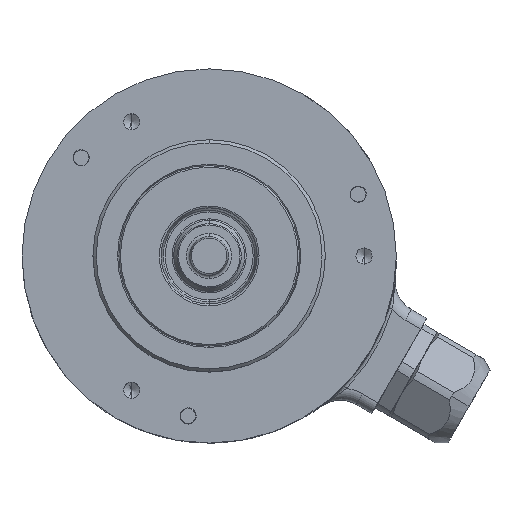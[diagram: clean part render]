
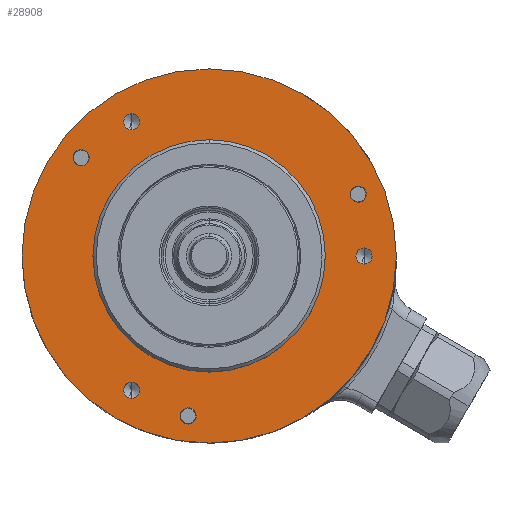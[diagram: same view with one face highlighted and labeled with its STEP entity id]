
A CAD part, top view. The second image highlights one B-rep face of the part: STEP entity #28908.
In plain terms, the highlighted planar face has unit normal (0, 0, 1).
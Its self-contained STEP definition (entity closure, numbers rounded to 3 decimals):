
#4014=CARTESIAN_POINT('',(0.,0.,17.));
#4015=DIRECTION('',(0.,0.,1.));
#4016=DIRECTION('',(1.,0.,0.));
#4017=AXIS2_PLACEMENT_3D('',#4014,#4015,#4016);
#4019=CARTESIAN_POINT('',(0.,0.,17.));
#4020=DIRECTION('',(0.,0.,1.));
#4021=DIRECTION('',(-1.,0.,0.));
#4022=AXIS2_PLACEMENT_3D('',#4019,#4020,#4021);
#4024=CARTESIAN_POINT('',(-19.834,15.219,17.));
#4025=DIRECTION('',(0.,0.,-1.));
#4026=DIRECTION('',(-0.793,0.609,0.));
#4027=AXIS2_PLACEMENT_3D('',#4024,#4025,#4026);
#4029=CARTESIAN_POINT('',(-19.834,15.219,17.));
#4030=DIRECTION('',(0.,0.,-1.));
#4031=DIRECTION('',(0.793,-0.609,0.));
#4032=AXIS2_PLACEMENT_3D('',#4029,#4030,#4031);
#4034=CARTESIAN_POINT('',(-3.263,-24.786,17.));
#4035=DIRECTION('',(0.,0.,-1.));
#4036=DIRECTION('',(-0.131,-0.991,0.));
#4037=AXIS2_PLACEMENT_3D('',#4034,#4035,#4036);
#4039=CARTESIAN_POINT('',(-3.263,-24.786,17.));
#4040=DIRECTION('',(0.,0.,-1.));
#4041=DIRECTION('',(0.131,0.991,0.));
#4042=AXIS2_PLACEMENT_3D('',#4039,#4040,#4041);
#4044=CARTESIAN_POINT('',(23.097,9.567,17.));
#4045=DIRECTION('',(0.,0.,-1.));
#4046=DIRECTION('',(0.924,0.383,0.));
#4047=AXIS2_PLACEMENT_3D('',#4044,#4045,#4046);
#4049=CARTESIAN_POINT('',(23.097,9.567,17.));
#4050=DIRECTION('',(0.,0.,-1.));
#4051=DIRECTION('',(-0.924,-0.383,0.));
#4052=AXIS2_PLACEMENT_3D('',#4049,#4050,#4051);
#4054=CARTESIAN_POINT('',(-12.,-20.785,17.));
#4055=DIRECTION('',(0.,0.,1.));
#4056=DIRECTION('',(0.,-1.,0.));
#4057=AXIS2_PLACEMENT_3D('',#4054,#4055,#4056);
#4059=CARTESIAN_POINT('',(-12.,-20.785,17.));
#4060=DIRECTION('',(0.,0.,1.));
#4061=DIRECTION('',(0.,1.,0.));
#4062=AXIS2_PLACEMENT_3D('',#4059,#4060,#4061);
#4064=CARTESIAN_POINT('',(-12.,20.785,17.));
#4065=DIRECTION('',(0.,0.,1.));
#4066=DIRECTION('',(0.,-1.,0.));
#4067=AXIS2_PLACEMENT_3D('',#4064,#4065,#4066);
#4069=CARTESIAN_POINT('',(-12.,20.785,17.));
#4070=DIRECTION('',(0.,0.,1.));
#4071=DIRECTION('',(0.,1.,0.));
#4072=AXIS2_PLACEMENT_3D('',#4069,#4070,#4071);
#4074=CARTESIAN_POINT('',(24.,0.,17.));
#4075=DIRECTION('',(0.,0.,1.));
#4076=DIRECTION('',(0.,-1.,0.));
#4077=AXIS2_PLACEMENT_3D('',#4074,#4075,#4076);
#4079=CARTESIAN_POINT('',(24.,0.,17.));
#4080=DIRECTION('',(0.,0.,1.));
#4081=DIRECTION('',(0.,1.,0.));
#4082=AXIS2_PLACEMENT_3D('',#4079,#4080,#4081);
#4088=CARTESIAN_POINT('',(0.,0.,17.));
#4089=DIRECTION('',(0.,0.,1.));
#4090=DIRECTION('',(0.,1.,0.));
#4091=AXIS2_PLACEMENT_3D('',#4088,#4089,#4090);
#4125=CARTESIAN_POINT('',(0.,0.,17.));
#4126=DIRECTION('',(0.,0.,-1.));
#4127=DIRECTION('',(0.,1.,0.));
#4128=AXIS2_PLACEMENT_3D('',#4125,#4126,#4127);
#24304=CARTESIAN_POINT('',(0.,18.,17.));
#24305=CARTESIAN_POINT('',(0.,-18.,17.));
#24306=VERTEX_POINT('',#24304);
#24307=VERTEX_POINT('',#24305);
#24308=CARTESIAN_POINT('',(29.,0.,17.));
#24309=CARTESIAN_POINT('',(-29.,0.,17.));
#24310=VERTEX_POINT('',#24308);
#24311=VERTEX_POINT('',#24309);
#24312=CARTESIAN_POINT('',(-20.826,15.98,17.));
#24313=CARTESIAN_POINT('',(-18.842,14.458,17.));
#24314=VERTEX_POINT('',#24312);
#24315=VERTEX_POINT('',#24313);
#24316=CARTESIAN_POINT('',(-3.426,-26.025,17.));
#24317=CARTESIAN_POINT('',(-3.1,-23.547,17.));
#24318=VERTEX_POINT('',#24316);
#24319=VERTEX_POINT('',#24317);
#24320=CARTESIAN_POINT('',(24.252,10.045,17.));
#24321=CARTESIAN_POINT('',(21.942,9.089,17.));
#24322=VERTEX_POINT('',#24320);
#24323=VERTEX_POINT('',#24321);
#24330=CARTESIAN_POINT('',(-12.,-22.035,17.));
#24331=CARTESIAN_POINT('',(-12.,-19.535,17.));
#24332=VERTEX_POINT('',#24330);
#24333=VERTEX_POINT('',#24331);
#24340=CARTESIAN_POINT('',(-12.,19.535,17.));
#24341=CARTESIAN_POINT('',(-12.,22.035,17.));
#24342=VERTEX_POINT('',#24340);
#24343=VERTEX_POINT('',#24341);
#24350=CARTESIAN_POINT('',(24.,-1.25,17.));
#24351=CARTESIAN_POINT('',(24.,1.25,17.));
#24352=VERTEX_POINT('',#24350);
#24353=VERTEX_POINT('',#24351);
#28857=CARTESIAN_POINT('',(0.,0.,17.));
#28858=DIRECTION('',(0.,0.,-1.));
#28859=DIRECTION('',(0.,1.,0.));
#28860=AXIS2_PLACEMENT_3D('',#28857,#28858,#28859);
#28861=PLANE('',#28860);
#28862=ORIENTED_EDGE('',*,*,#28834,.F.);
#28863=ORIENTED_EDGE('',*,*,#28848,.F.);
#28864=EDGE_LOOP('',(#28862,#28863));
#28865=FACE_OUTER_BOUND('',#28864,.F.);
#28867=ORIENTED_EDGE('',*,*,#28866,.T.);
#28869=ORIENTED_EDGE('',*,*,#28868,.F.);
#28870=EDGE_LOOP('',(#28867,#28869));
#28871=FACE_BOUND('',#28870,.F.);
#28873=ORIENTED_EDGE('',*,*,#28872,.F.);
#28875=ORIENTED_EDGE('',*,*,#28874,.F.);
#28876=EDGE_LOOP('',(#28873,#28875));
#28877=FACE_BOUND('',#28876,.F.);
#28879=ORIENTED_EDGE('',*,*,#28878,.F.);
#28881=ORIENTED_EDGE('',*,*,#28880,.F.);
#28882=EDGE_LOOP('',(#28879,#28881));
#28883=FACE_BOUND('',#28882,.F.);
#28885=ORIENTED_EDGE('',*,*,#28884,.F.);
#28887=ORIENTED_EDGE('',*,*,#28886,.F.);
#28888=EDGE_LOOP('',(#28885,#28887));
#28889=FACE_BOUND('',#28888,.F.);
#28891=ORIENTED_EDGE('',*,*,#28890,.T.);
#28893=ORIENTED_EDGE('',*,*,#28892,.T.);
#28894=EDGE_LOOP('',(#28891,#28893));
#28895=FACE_BOUND('',#28894,.F.);
#28897=ORIENTED_EDGE('',*,*,#28896,.T.);
#28899=ORIENTED_EDGE('',*,*,#28898,.T.);
#28900=EDGE_LOOP('',(#28897,#28899));
#28901=FACE_BOUND('',#28900,.F.);
#28903=ORIENTED_EDGE('',*,*,#28902,.T.);
#28905=ORIENTED_EDGE('',*,*,#28904,.T.);
#28906=EDGE_LOOP('',(#28903,#28905));
#28907=FACE_BOUND('',#28906,.F.);
#4018=CIRCLE('',#4017,29.);
#4023=CIRCLE('',#4022,29.);
#4028=CIRCLE('',#4027,1.25);
#4033=CIRCLE('',#4032,1.25);
#4038=CIRCLE('',#4037,1.25);
#4043=CIRCLE('',#4042,1.25);
#4048=CIRCLE('',#4047,1.25);
#4053=CIRCLE('',#4052,1.25);
#4058=CIRCLE('',#4057,1.25);
#4063=CIRCLE('',#4062,1.25);
#4068=CIRCLE('',#4067,1.25);
#4073=CIRCLE('',#4072,1.25);
#4078=CIRCLE('',#4077,1.25);
#4083=CIRCLE('',#4082,1.25);
#4092=CIRCLE('',#4091,18.);
#4129=CIRCLE('',#4128,18.);
#28834=EDGE_CURVE('',#24310,#24311,#4018,.T.);
#28848=EDGE_CURVE('',#24311,#24310,#4023,.T.);
#28866=EDGE_CURVE('',#24306,#24307,#4092,.T.);
#28868=EDGE_CURVE('',#24306,#24307,#4129,.T.);
#28872=EDGE_CURVE('',#24314,#24315,#4028,.T.);
#28874=EDGE_CURVE('',#24315,#24314,#4033,.T.);
#28878=EDGE_CURVE('',#24318,#24319,#4038,.T.);
#28880=EDGE_CURVE('',#24319,#24318,#4043,.T.);
#28884=EDGE_CURVE('',#24322,#24323,#4048,.T.);
#28886=EDGE_CURVE('',#24323,#24322,#4053,.T.);
#28890=EDGE_CURVE('',#24332,#24333,#4058,.T.);
#28892=EDGE_CURVE('',#24333,#24332,#4063,.T.);
#28896=EDGE_CURVE('',#24342,#24343,#4068,.T.);
#28898=EDGE_CURVE('',#24343,#24342,#4073,.T.);
#28902=EDGE_CURVE('',#24352,#24353,#4078,.T.);
#28904=EDGE_CURVE('',#24353,#24352,#4083,.T.);
#28908=ADVANCED_FACE('',(#28865,#28871,#28877,#28883,#28889,#28895,#28901,
#28907),#28861,.F.);
